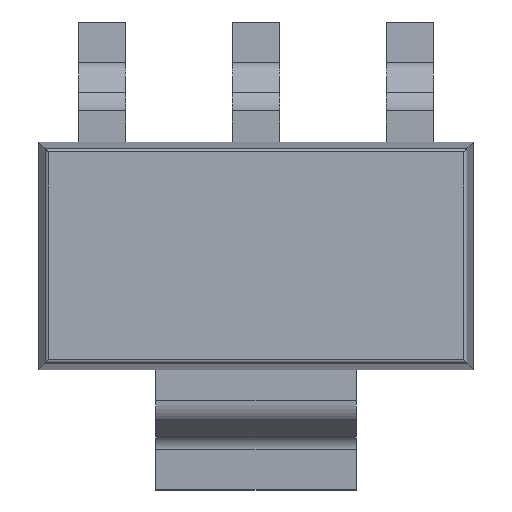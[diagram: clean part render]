
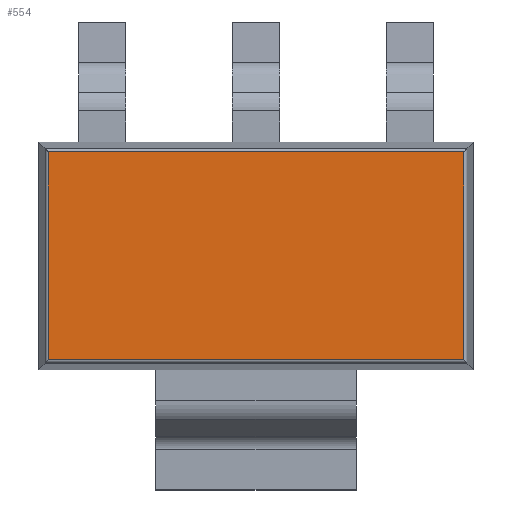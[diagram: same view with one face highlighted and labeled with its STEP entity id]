
A CAD part, top view. The second image highlights one B-rep face of the part: STEP entity #554.
In plain terms, the highlighted planar face has unit normal (0, 0, 1).
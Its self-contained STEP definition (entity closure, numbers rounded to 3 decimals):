
#459 = VERTEX_POINT('',#460);
#460 = CARTESIAN_POINT('',(-3.105,-1.555,1.68));
#467 = EDGE_CURVE('',#459,#468,#470,.T.);
#468 = VERTEX_POINT('',#469);
#469 = CARTESIAN_POINT('',(3.105,-1.555,1.68));
#470 = LINE('',#471,#472);
#471 = CARTESIAN_POINT('',(-3.15,-1.555,1.68));
#472 = VECTOR('',#473,1.);
#473 = DIRECTION('',(1.,0.,0.));
#509 = EDGE_CURVE('',#468,#510,#512,.T.);
#510 = VERTEX_POINT('',#511);
#511 = CARTESIAN_POINT('',(3.105,1.555,1.68));
#512 = LINE('',#513,#514);
#513 = CARTESIAN_POINT('',(3.105,-1.6,1.68));
#514 = VECTOR('',#515,1.);
#515 = DIRECTION('',(0.,1.,0.));
#534 = VERTEX_POINT('',#535);
#535 = CARTESIAN_POINT('',(-3.105,1.555,1.68));
#542 = EDGE_CURVE('',#534,#459,#543,.T.);
#543 = LINE('',#544,#545);
#544 = CARTESIAN_POINT('',(-3.105,1.6,1.68));
#545 = VECTOR('',#546,1.);
#546 = DIRECTION('',(0.,-1.,0.));
#554 = ADVANCED_FACE('',(#555),#566,.T.);
#555 = FACE_BOUND('',#556,.T.);
#556 = EDGE_LOOP('',(#557,#558,#559,#560));
#557 = ORIENTED_EDGE('',*,*,#542,.T.);
#558 = ORIENTED_EDGE('',*,*,#467,.T.);
#559 = ORIENTED_EDGE('',*,*,#509,.T.);
#560 = ORIENTED_EDGE('',*,*,#561,.T.);
#561 = EDGE_CURVE('',#510,#534,#562,.T.);
#562 = LINE('',#563,#564);
#563 = CARTESIAN_POINT('',(3.15,1.555,1.68));
#564 = VECTOR('',#565,1.);
#565 = DIRECTION('',(-1.,0.,0.));
#566 = PLANE('',#567);
#567 = AXIS2_PLACEMENT_3D('',#568,#569,#570);
#568 = CARTESIAN_POINT('',(0.,0.,1.68));
#569 = DIRECTION('',(0.,0.,1.));
#570 = DIRECTION('',(1.,0.,0.));
